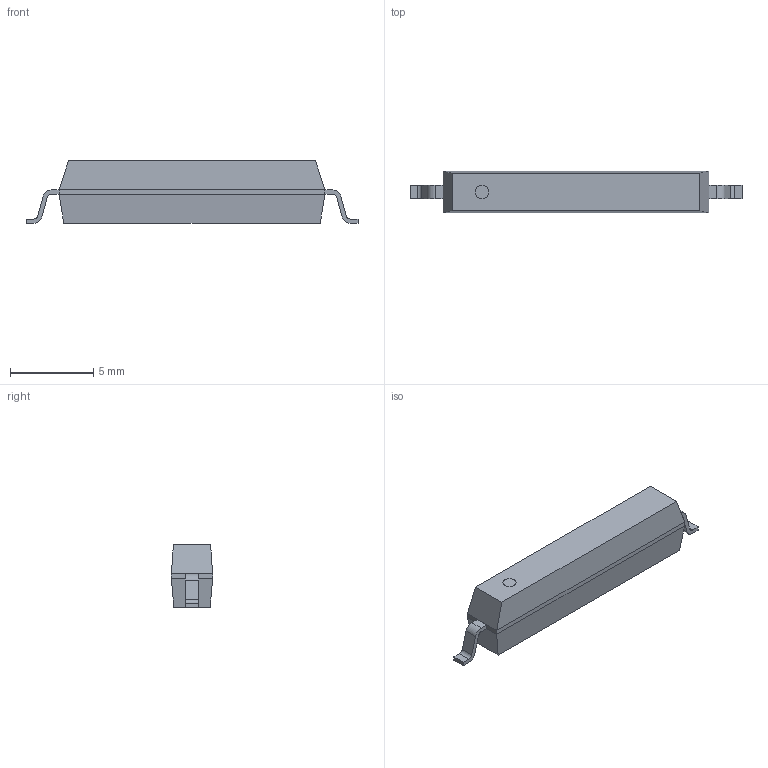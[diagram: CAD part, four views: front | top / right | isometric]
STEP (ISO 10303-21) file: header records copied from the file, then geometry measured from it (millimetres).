
FILE_DESCRIPTION(('STEP AP214'),'1');
FILE_NAME('MK15_SDX','2022-01-18T19:43:34',(''),(''),'','','');
FILE_SCHEMA(('AUTOMOTIVE_DESIGN'));
Length unit declared in the file: millimetre
Products named in the file (1): product
Bounding box: 19.99 x 2.49 x 3.76 mm (x, y, z)
Volume: 139.9 mm3; surface area: 218.4 mm2
Topology: 4 solids, 4 shells, 45 faces, 103 edges, 66 vertices
Faces by surface type: plane 36, cylinder 9
Full cylindrical faces by diameter (mm): 0.8 x1
Entity records: 1248 total; most frequent: DIRECTION 214, ORIENTED_EDGE 204, CARTESIAN_POINT 123, EDGE_CURVE 102, LINE 84, VECTOR 84, VERTEX_POINT 66, AXIS2_PLACEMENT_3D 65
